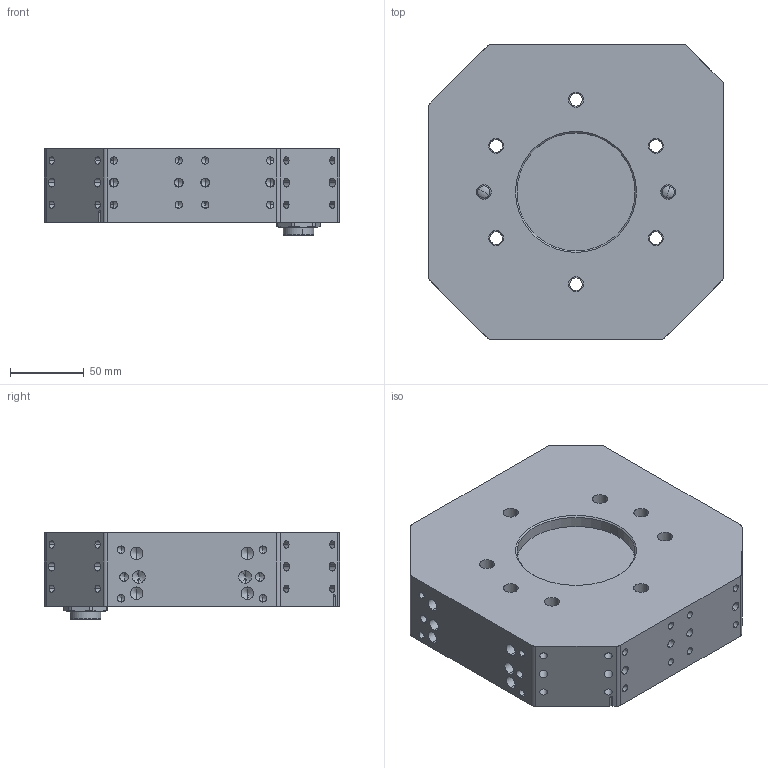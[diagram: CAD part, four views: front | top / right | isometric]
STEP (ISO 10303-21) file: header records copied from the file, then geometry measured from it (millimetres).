
FILE_DESCRIPTION (( 'STEP AP203' ), '1' );
FILE_NAME ('P6702.STEP', '2019-01-25T11:49:37', ( '' ), ( '' ), 'SwSTEP 2.0', 'SolidWorks 2017', '' );
FILE_SCHEMA (( 'CONFIG_CONTROL_DESIGN' ));
Length unit declared in the file: millimetre
Products named in the file (1): P6702
Bounding box: 200 x 200 x 58.7 mm (x, y, z)
Volume: 1509545.9 mm3; surface area: 223756.9 mm2
Topology: 10 solids, 16 shells, 664 faces, 1610 edges, 950 vertices
Faces by surface type: cylinder 310, cone 182, plane 116, torus 26, sphere 20, bspline 10
Entity records: 19757 total; most frequent: CARTESIAN_POINT 4301, DIRECTION 3414, ORIENTED_EDGE 2992, EDGE_CURVE 1496, AXIS2_PLACEMENT_3D 1377, VERTEX_POINT 950, EDGE_LOOP 822, CIRCLE 722
